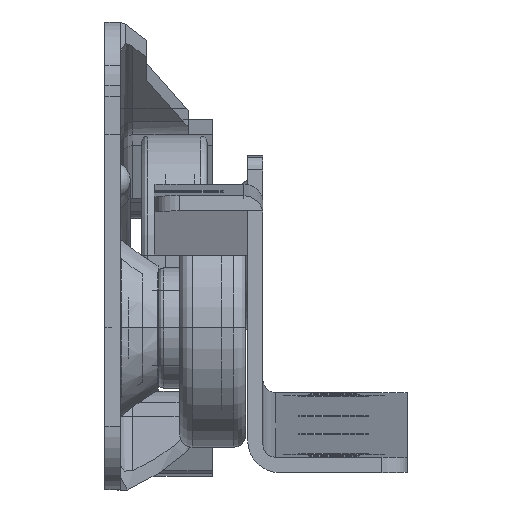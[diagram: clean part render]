
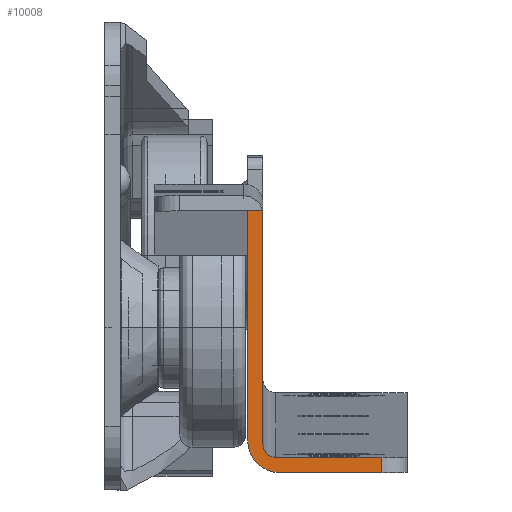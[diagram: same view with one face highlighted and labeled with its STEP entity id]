
A CAD part, top view. The second image highlights one B-rep face of the part: STEP entity #10008.
In plain terms, the highlighted face is planar.
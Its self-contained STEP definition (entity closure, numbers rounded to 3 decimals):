
#88 = LINE ( 'NONE', #4667, #1546 ) ;
#338 = LINE ( 'NONE', #9041, #11646 ) ;
#662 = LINE ( 'NONE', #4489, #11367 ) ;
#695 = DIRECTION ( 'NONE',  ( 0., 1., 0. ) ) ;
#754 = CARTESIAN_POINT ( 'NONE',  ( -1.2, -1.2, 0. ) ) ;
#819 =( BOUNDED_CURVE ( )  B_SPLINE_CURVE ( 3, ( #11994, #10134, #9234, #1404 ),
 .UNSPECIFIED., .F., .T. ) 
 B_SPLINE_CURVE_WITH_KNOTS ( ( 4, 4 ),
 ( 1.571, 1.772 ),
 .UNSPECIFIED. ) 
 CURVE ( )  GEOMETRIC_REPRESENTATION_ITEM ( )  RATIONAL_B_SPLINE_CURVE ( ( 1., 0.997, 0.997, 1. ) ) 
 REPRESENTATION_ITEM ( '' )  );
#1393 = ORIENTED_EDGE ( 'NONE', *, *, #7223, .T. ) ;
#1404 = CARTESIAN_POINT ( 'NONE',  ( -0.03, 19.497, 0. ) ) ;
#1454 = ORIENTED_EDGE ( 'NONE', *, *, #7057, .F. ) ;
#1457 = LINE ( 'NONE', #2608, #1619 ) ;
#1484 = DIRECTION ( 'NONE',  ( 0., 1., 0. ) ) ;
#1546 = VECTOR ( 'NONE', #11808, 1000. ) ;
#1559 = VERTEX_POINT ( 'NONE', #4039 ) ;
#1619 = VECTOR ( 'NONE', #695, 1000. ) ;
#2181 = CARTESIAN_POINT ( 'NONE',  ( 0., 0., 0. ) ) ;
#2606 = EDGE_CURVE ( 'NONE', #10488, #5044, #819, .T. ) ;
#2608 = CARTESIAN_POINT ( 'NONE',  ( 0., 20.7, 0. ) ) ;
#3018 = CARTESIAN_POINT ( 'NONE',  ( -1.2, 1.3, 0. ) ) ;
#3021 = VERTEX_POINT ( 'NONE', #10948 ) ;
#3107 = CARTESIAN_POINT ( 'NONE',  ( -1.2, 19.497, 0. ) ) ;
#3154 = ORIENTED_EDGE ( 'NONE', *, *, #9507, .T. ) ;
#3162 = ORIENTED_EDGE ( 'NONE', *, *, #7376, .T. ) ;
#3760 = DIRECTION ( 'NONE',  ( 0., -1., 0. ) ) ;
#3859 = VERTEX_POINT ( 'NONE', #8643 ) ;
#4039 = CARTESIAN_POINT ( 'NONE',  ( 1., 0., 0. ) ) ;
#4200 = CARTESIAN_POINT ( 'NONE',  ( 0., 1., 0. ) ) ;
#4489 = CARTESIAN_POINT ( 'NONE',  ( 9.4, 0., 0. ) ) ;
#4667 = CARTESIAN_POINT ( 'NONE',  ( 11.4, 0., 0. ) ) ;
#4917 = CARTESIAN_POINT ( 'NONE',  ( 1.3, -1.2, 0. ) ) ;
#5044 = VERTEX_POINT ( 'NONE', #10017 ) ;
#5280 = EDGE_CURVE ( 'NONE', #7391, #8994, #10317, .T. ) ;
#5375 = ORIENTED_EDGE ( 'NONE', *, *, #9101, .T. ) ;
#5460 = DIRECTION ( 'NONE',  ( 1., 0., 0. ) ) ;
#5473 = CIRCLE ( 'NONE', #7945, 1. ) ;
#5521 = CARTESIAN_POINT ( 'NONE',  ( 1., 1., 0. ) ) ;
#5584 = AXIS2_PLACEMENT_3D ( 'NONE', #7824, #8660, #10514 ) ;
#6032 = PLANE ( 'NONE',  #10869 ) ;
#6242 = LINE ( 'NONE', #7973, #9189 ) ;
#6373 = DIRECTION ( 'NONE',  ( 0., 0., -1. ) ) ;
#6871 = EDGE_CURVE ( 'NONE', #1559, #8268, #5473, .T. ) ;
#7057 = EDGE_CURVE ( 'NONE', #11623, #5044, #6242, .T. ) ;
#7223 = EDGE_CURVE ( 'NONE', #3859, #3021, #662, .T. ) ;
#7322 = CARTESIAN_POINT ( 'NONE',  ( 0., 19.197, 0. ) ) ;
#7375 = VECTOR ( 'NONE', #3760, 1000. ) ;
#7376 = EDGE_CURVE ( 'NONE', #3021, #1559, #88, .T. ) ;
#7391 = VERTEX_POINT ( 'NONE', #3018 ) ;
#7443 = ORIENTED_EDGE ( 'NONE', *, *, #6871, .T. ) ;
#7824 = CARTESIAN_POINT ( 'NONE',  ( 1.3, 1.3, 0. ) ) ;
#7945 = AXIS2_PLACEMENT_3D ( 'NONE', #5521, #6373, #5460 ) ;
#7973 = CARTESIAN_POINT ( 'NONE',  ( 0., 19.497, 0. ) ) ;
#8159 = EDGE_LOOP ( 'NONE', ( #5375, #1393, #3162, #7443, #8505, #9648, #1454, #3154, #12280 ) ) ;
#8229 = DIRECTION ( 'NONE',  ( 1., 0., 0. ) ) ;
#8268 = VERTEX_POINT ( 'NONE', #4200 ) ;
#8505 = ORIENTED_EDGE ( 'NONE', *, *, #9334, .T. ) ;
#8643 = CARTESIAN_POINT ( 'NONE',  ( 9.4, -1.2, 0. ) ) ;
#8660 = DIRECTION ( 'NONE',  ( 0., 0., 1. ) ) ;
#8994 = VERTEX_POINT ( 'NONE', #4917 ) ;
#9041 = CARTESIAN_POINT ( 'NONE',  ( -1.2, -1.2, 0. ) ) ;
#9101 = EDGE_CURVE ( 'NONE', #8994, #3859, #338, .T. ) ;
#9189 = VECTOR ( 'NONE', #8229, 1000. ) ;
#9234 = CARTESIAN_POINT ( 'NONE',  ( -0.01, 19.398, 0. ) ) ;
#9334 = EDGE_CURVE ( 'NONE', #8268, #10488, #1457, .T. ) ;
#9507 = EDGE_CURVE ( 'NONE', #11623, #7391, #11446, .T. ) ;
#9648 = ORIENTED_EDGE ( 'NONE', *, *, #2606, .T. ) ;
#9950 = DIRECTION ( 'NONE',  ( 0., 0., 1. ) ) ;
#10008 = ADVANCED_FACE ( 'NONE', ( #10203 ), #6032, .T. ) ;
#10011 = DIRECTION ( 'NONE',  ( 1., 0., 0. ) ) ;
#10017 = CARTESIAN_POINT ( 'NONE',  ( -0.03, 19.497, 0. ) ) ;
#10127 = DIRECTION ( 'NONE',  ( 1., 0., 0. ) ) ;
#10134 = CARTESIAN_POINT ( 'NONE',  ( 0., 19.298, 0. ) ) ;
#10203 = FACE_OUTER_BOUND ( 'NONE', #8159, .T. ) ;
#10317 = CIRCLE ( 'NONE', #5584, 2.5 ) ;
#10488 = VERTEX_POINT ( 'NONE', #7322 ) ;
#10514 = DIRECTION ( 'NONE',  ( 1., 0., 0. ) ) ;
#10869 = AXIS2_PLACEMENT_3D ( 'NONE', #2181, #9950, #10011 ) ;
#10948 = CARTESIAN_POINT ( 'NONE',  ( 9.4, 0., 0. ) ) ;
#11367 = VECTOR ( 'NONE', #1484, 1000. ) ;
#11446 = LINE ( 'NONE', #754, #7375 ) ;
#11623 = VERTEX_POINT ( 'NONE', #3107 ) ;
#11646 = VECTOR ( 'NONE', #10127, 1000. ) ;
#11808 = DIRECTION ( 'NONE',  ( -1., 0., 0. ) ) ;
#11994 = CARTESIAN_POINT ( 'NONE',  ( 0., 19.197, 0. ) ) ;
#12280 = ORIENTED_EDGE ( 'NONE', *, *, #5280, .T. ) ;
